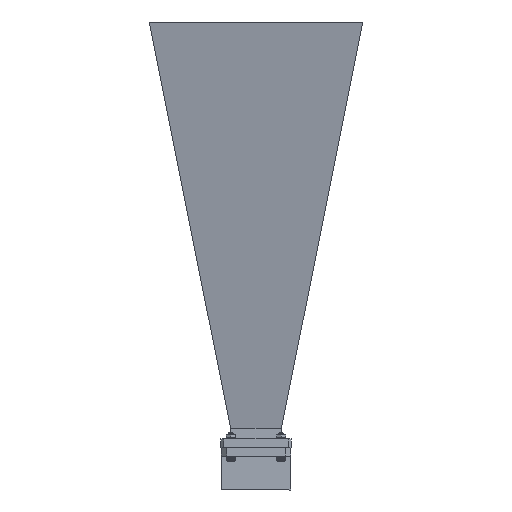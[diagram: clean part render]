
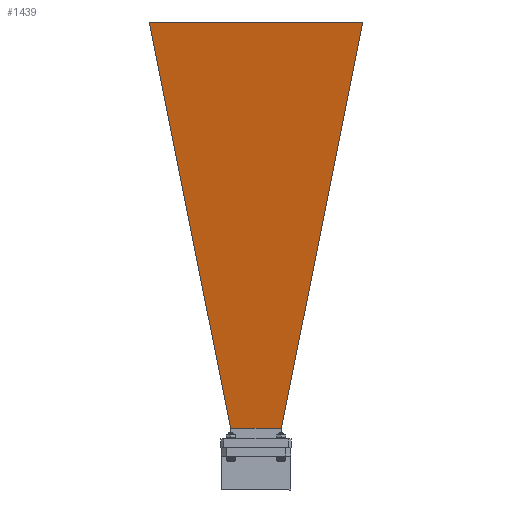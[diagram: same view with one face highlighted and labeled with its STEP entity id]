
A CAD part, front view. The second image highlights one B-rep face of the part: STEP entity #1439.
In plain terms, the highlighted face is planar.
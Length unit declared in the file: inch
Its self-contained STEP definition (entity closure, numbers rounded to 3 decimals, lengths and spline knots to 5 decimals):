
#168 = DIRECTION ( 'NONE',  ( -0.987, 0., -0.162 ) ) ;
#285 = PLANE ( 'NONE',  #20608 ) ;
#817 = LINE ( 'NONE', #17008, #3067 ) ;
#870 = LINE ( 'NONE', #11765, #1157 ) ;
#1103 = VECTOR ( 'NONE', #13328, 39.37008 ) ;
#1157 = VECTOR ( 'NONE', #20440, 39.37008 ) ;
#1439 = ADVANCED_FACE ( 'NONE', ( #19979 ), #285, .T. ) ;
#1788 = CARTESIAN_POINT ( 'NONE',  ( -2.15501, 2.86377, 12.85198 ) ) ;
#2907 = CARTESIAN_POINT ( 'NONE',  ( -0.36661, 0.67953, 1.95887 ) ) ;
#2924 = VERTEX_POINT ( 'NONE', #2907 ) ;
#3067 = VECTOR ( 'NONE', #15245, 39.37008 ) ;
#4625 = CARTESIAN_POINT ( 'NONE',  ( -0.36661, -0.67953, 1.95887 ) ) ;
#5464 = EDGE_CURVE ( 'NONE', #20946, #22695, #13386, .T. ) ;
#5861 = CARTESIAN_POINT ( 'NONE',  ( -2.15501, -2.86377, 12.85198 ) ) ;
#6550 = EDGE_CURVE ( 'NONE', #2924, #20946, #817, .T. ) ;
#7310 = DIRECTION ( 'NONE',  ( -0.162, 0., 0.987 ) ) ;
#7768 = ORIENTED_EDGE ( 'NONE', *, *, #5464, .T. ) ;
#8387 = LINE ( 'NONE', #17433, #1103 ) ;
#9392 = ORIENTED_EDGE ( 'NONE', *, *, #18643, .T. ) ;
#9616 = ORIENTED_EDGE ( 'NONE', *, *, #6550, .T. ) ;
#10037 = EDGE_CURVE ( 'NONE', #11087, #2924, #870, .T. ) ;
#10946 = CARTESIAN_POINT ( 'NONE',  ( -1.25846, 0., 7.39111 ) ) ;
#11087 = VERTEX_POINT ( 'NONE', #1788 ) ;
#11128 = EDGE_LOOP ( 'NONE', ( #7768, #9392, #19477, #9616 ) ) ;
#11622 = DIRECTION ( 'NONE',  ( -0.159, -0.194, 0.968 ) ) ;
#11765 = CARTESIAN_POINT ( 'NONE',  ( -2.15501, 2.86377, 12.85198 ) ) ;
#13328 = DIRECTION ( 'NONE',  ( 0., 1., 0. ) ) ;
#13386 = LINE ( 'NONE', #20531, #15820 ) ;
#15245 = DIRECTION ( 'NONE',  ( 0., -1., 0. ) ) ;
#15820 = VECTOR ( 'NONE', #11622, 39.37008 ) ;
#17008 = CARTESIAN_POINT ( 'NONE',  ( -0.36661, 0., 1.95887 ) ) ;
#17433 = CARTESIAN_POINT ( 'NONE',  ( -2.15501, 0., 12.85198 ) ) ;
#18643 = EDGE_CURVE ( 'NONE', #22695, #11087, #8387, .T. ) ;
#19477 = ORIENTED_EDGE ( 'NONE', *, *, #10037, .T. ) ;
#19979 = FACE_OUTER_BOUND ( 'NONE', #11128, .T. ) ;
#20440 = DIRECTION ( 'NONE',  ( 0.159, -0.194, -0.968 ) ) ;
#20531 = CARTESIAN_POINT ( 'NONE',  ( -0.36661, -0.67953, 1.95887 ) ) ;
#20608 = AXIS2_PLACEMENT_3D ( 'NONE', #10946, #168, #7310 ) ;
#20946 = VERTEX_POINT ( 'NONE', #4625 ) ;
#22695 = VERTEX_POINT ( 'NONE', #5861 ) ;
